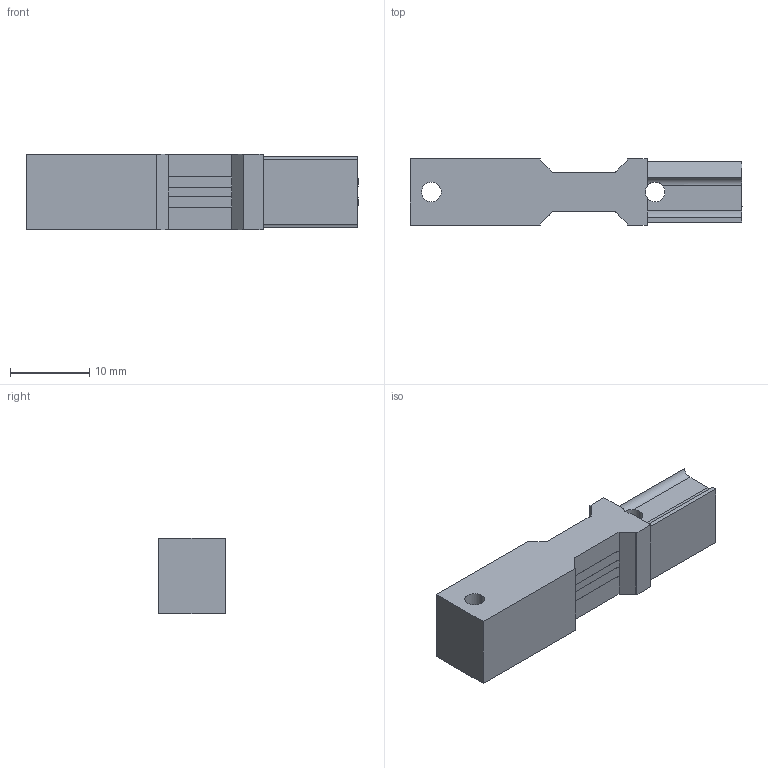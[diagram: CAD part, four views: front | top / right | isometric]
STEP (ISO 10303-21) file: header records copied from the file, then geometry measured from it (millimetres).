
FILE_DESCRIPTION (( 'STEP AP214' ), '1' );
FILE_NAME ('17829~0.STEP', '2018-03-22T08:11:25', ( '' ), ( '' ), 'SwSTEP 2.0', 'SolidWorks 2016', '' );
FILE_SCHEMA (( 'AUTOMOTIVE_DESIGN' ));
Length unit declared in the file: millimetre
Products named in the file (1): 17829~0
Bounding box: 42 x 8.4 x 9.6 mm (x, y, z)
Volume: 2521.4 mm3; surface area: 1870.9 mm2
Topology: 1 solids, 1 shells, 114 faces, 323 edges, 210 vertices
Faces by surface type: plane 94, cylinder 20
Entity records: 3855 total; most frequent: CARTESIAN_POINT 722, ORIENTED_EDGE 646, DIRECTION 569, EDGE_CURVE 323, VECTOR 271, LINE 271, VERTEX_POINT 210, AXIS2_PLACEMENT_3D 149
